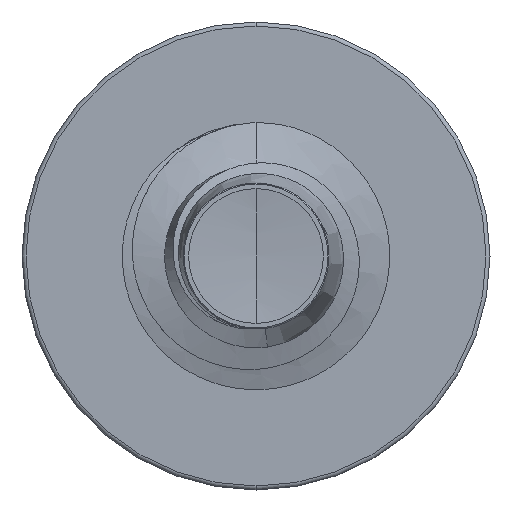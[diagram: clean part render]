
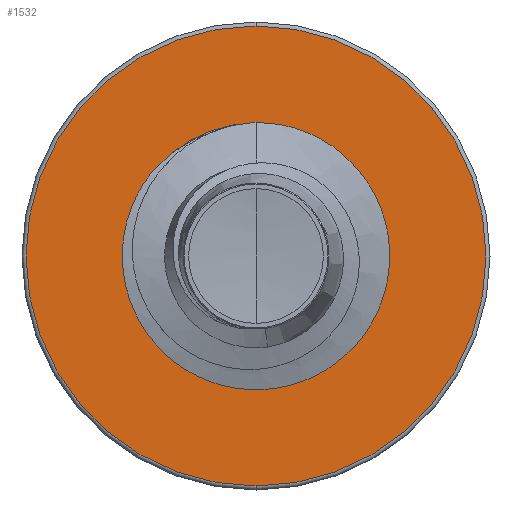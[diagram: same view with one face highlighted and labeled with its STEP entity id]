
A CAD part, front view. The second image highlights one B-rep face of the part: STEP entity #1532.
In plain terms, the highlighted planar face has unit normal (0, -1, 0).
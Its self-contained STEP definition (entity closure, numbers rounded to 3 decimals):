
#50 = VERTEX_POINT ( 'NONE', #9237 ) ;
#437 = CARTESIAN_POINT ( 'NONE',  ( 0., 3.5, 0. ) ) ;
#476 = DIRECTION ( 'NONE',  ( 0., 1., 0. ) ) ;
#1242 = DIRECTION ( 'NONE',  ( 0., 0., 1. ) ) ;
#1459 = PLANE ( 'NONE',  #3096 ) ;
#1532 = ADVANCED_FACE ( 'NONE', ( #7268, #2913 ), #1459, .F. ) ;
#2273 = DIRECTION ( 'NONE',  ( 0., 0., 1. ) ) ;
#2547 = DIRECTION ( 'NONE',  ( 0., 1., 0. ) ) ;
#2669 = EDGE_CURVE ( 'NONE', #7999, #8134, #4087, .T. ) ;
#2913 = FACE_BOUND ( 'NONE', #8292, .T. ) ;
#3052 = EDGE_CURVE ( 'NONE', #5533, #50, #3058, .T. ) ;
#3058 = CIRCLE ( 'NONE', #6851, 1.989 ) ;
#3091 = ORIENTED_EDGE ( 'NONE', *, *, #3052, .T. ) ;
#3096 = AXIS2_PLACEMENT_3D ( 'NONE', #9541, #7149, #2273 ) ;
#3371 = CIRCLE ( 'NONE', #5994, 1.989 ) ;
#3623 = ORIENTED_EDGE ( 'NONE', *, *, #5602, .F. ) ;
#3679 = CARTESIAN_POINT ( 'NONE',  ( 0., 3.5, 3.44 ) ) ;
#3857 = CARTESIAN_POINT ( 'NONE',  ( 0., 3.5, -1.989 ) ) ;
#4087 = CIRCLE ( 'NONE', #7598, 3.44 ) ;
#4605 = DIRECTION ( 'NONE',  ( 0., 1., 0. ) ) ;
#4994 = ORIENTED_EDGE ( 'NONE', *, *, #2669, .F. ) ;
#5346 = CARTESIAN_POINT ( 'NONE',  ( 0., 3.5, 0. ) ) ;
#5533 = VERTEX_POINT ( 'NONE', #3857 ) ;
#5602 = EDGE_CURVE ( 'NONE', #8134, #7999, #7959, .T. ) ;
#5801 = EDGE_CURVE ( 'NONE', #50, #5533, #3371, .T. ) ;
#5994 = AXIS2_PLACEMENT_3D ( 'NONE', #9500, #4605, #10311 ) ;
#6115 = DIRECTION ( 'NONE',  ( 0., 1., 0. ) ) ;
#6158 = DIRECTION ( 'NONE',  ( 0., 0., 1. ) ) ;
#6851 = AXIS2_PLACEMENT_3D ( 'NONE', #7427, #2547, #8247 ) ;
#7032 = CARTESIAN_POINT ( 'NONE',  ( 0., 3.5, -3.44 ) ) ;
#7149 = DIRECTION ( 'NONE',  ( 0., 1., 0. ) ) ;
#7268 = FACE_OUTER_BOUND ( 'NONE', #7629, .T. ) ;
#7427 = CARTESIAN_POINT ( 'NONE',  ( 0., 3.5, 0. ) ) ;
#7598 = AXIS2_PLACEMENT_3D ( 'NONE', #5346, #476, #6158 ) ;
#7629 = EDGE_LOOP ( 'NONE', ( #4994, #3623 ) ) ;
#7959 = CIRCLE ( 'NONE', #10014, 3.44 ) ;
#7999 = VERTEX_POINT ( 'NONE', #3679 ) ;
#8134 = VERTEX_POINT ( 'NONE', #7032 ) ;
#8247 = DIRECTION ( 'NONE',  ( 0., 0., 1. ) ) ;
#8292 = EDGE_LOOP ( 'NONE', ( #9917, #3091 ) ) ;
#9237 = CARTESIAN_POINT ( 'NONE',  ( 0., 3.5, 1.989 ) ) ;
#9500 = CARTESIAN_POINT ( 'NONE',  ( 0., 3.5, 0. ) ) ;
#9541 = CARTESIAN_POINT ( 'NONE',  ( 0., 3.5, -1.989 ) ) ;
#9917 = ORIENTED_EDGE ( 'NONE', *, *, #5801, .T. ) ;
#10014 = AXIS2_PLACEMENT_3D ( 'NONE', #437, #6115, #1242 ) ;
#10311 = DIRECTION ( 'NONE',  ( 0., 0., 1. ) ) ;
